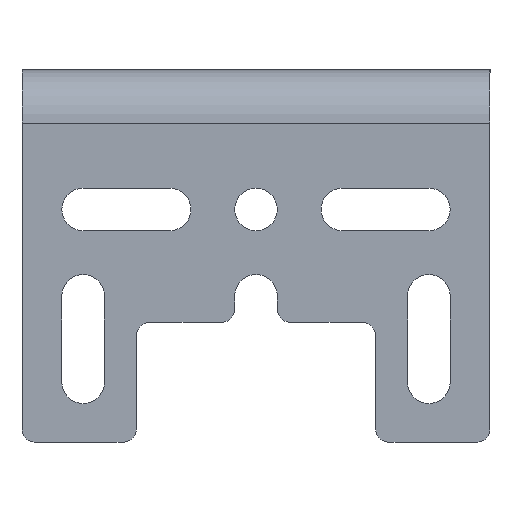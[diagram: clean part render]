
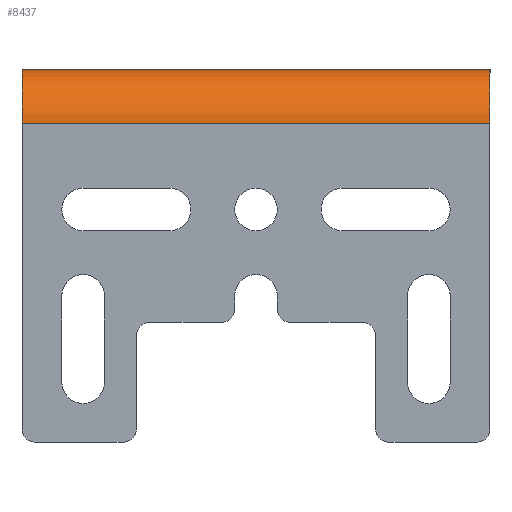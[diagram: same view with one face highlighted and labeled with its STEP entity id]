
A CAD part, front view. The second image highlights one B-rep face of the part: STEP entity #8437.
In plain terms, the highlighted cylindrical face has radius 4 mm (diameter 8 mm), a partial arc.
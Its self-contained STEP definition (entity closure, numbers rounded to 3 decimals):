
#522 = DIRECTION ( 'NONE',  ( -1., 0., 0. ) ) ;
#654 = DIRECTION ( 'NONE',  ( 1., 0., 0. ) ) ;
#683 = DIRECTION ( 'NONE',  ( 0., 0., 1. ) ) ;
#1291 = LINE ( 'NONE', #2543, #9388 ) ;
#1373 = DIRECTION ( 'NONE',  ( 0., 0., 1. ) ) ;
#1921 = VERTEX_POINT ( 'NONE', #6861 ) ;
#2183 = CARTESIAN_POINT ( 'NONE',  ( 0., -2., 22. ) ) ;
#2322 = DIRECTION ( 'NONE',  ( 0., 0., -1. ) ) ;
#2543 = CARTESIAN_POINT ( 'NONE',  ( 0., -2., 22. ) ) ;
#3117 = VECTOR ( 'NONE', #5736, 1000. ) ;
#3735 = VERTEX_POINT ( 'NONE', #8808 ) ;
#4357 = CARTESIAN_POINT ( 'NONE',  ( 35.2, 2., 26. ) ) ;
#4410 = FACE_OUTER_BOUND ( 'NONE', #6596, .T. ) ;
#4525 = CARTESIAN_POINT ( 'NONE',  ( 35.2, 2., 22. ) ) ;
#4933 = ORIENTED_EDGE ( 'NONE', *, *, #6776, .T. ) ;
#4965 = ORIENTED_EDGE ( 'NONE', *, *, #6232, .T. ) ;
#5279 = ORIENTED_EDGE ( 'NONE', *, *, #13000, .F. ) ;
#5288 = CARTESIAN_POINT ( 'NONE',  ( 0., 2., 22. ) ) ;
#5492 = CYLINDRICAL_SURFACE ( 'NONE', #11258, 4. ) ;
#5736 = DIRECTION ( 'NONE',  ( 1., 0., 0. ) ) ;
#6232 = EDGE_CURVE ( 'NONE', #3735, #11042, #8207, .T. ) ;
#6596 = EDGE_LOOP ( 'NONE', ( #4965, #6702, #5279, #4933 ) ) ;
#6702 = ORIENTED_EDGE ( 'NONE', *, *, #12297, .F. ) ;
#6776 = EDGE_CURVE ( 'NONE', #11847, #3735, #1291, .T. ) ;
#6861 = CARTESIAN_POINT ( 'NONE',  ( 0., 2., 26. ) ) ;
#7976 = AXIS2_PLACEMENT_3D ( 'NONE', #4525, #522, #1373 ) ;
#8207 = CIRCLE ( 'NONE', #7976, 4. ) ;
#8437 = ADVANCED_FACE ( 'NONE', ( #4410 ), #5492, .T. ) ;
#8466 = CIRCLE ( 'NONE', #12196, 4. ) ;
#8480 = DIRECTION ( 'NONE',  ( 1., 0., 0. ) ) ;
#8808 = CARTESIAN_POINT ( 'NONE',  ( 35.2, -2., 22. ) ) ;
#9388 = VECTOR ( 'NONE', #654, 1000. ) ;
#10395 = CARTESIAN_POINT ( 'NONE',  ( 0., 2., 22. ) ) ;
#11042 = VERTEX_POINT ( 'NONE', #4357 ) ;
#11258 = AXIS2_PLACEMENT_3D ( 'NONE', #5288, #8480, #2322 ) ;
#11442 = CARTESIAN_POINT ( 'NONE',  ( 0., 2., 26. ) ) ;
#11454 = LINE ( 'NONE', #11442, #3117 ) ;
#11847 = VERTEX_POINT ( 'NONE', #2183 ) ;
#12119 = DIRECTION ( 'NONE',  ( -1., 0., 0. ) ) ;
#12196 = AXIS2_PLACEMENT_3D ( 'NONE', #10395, #12119, #683 ) ;
#12297 = EDGE_CURVE ( 'NONE', #1921, #11042, #11454, .T. ) ;
#13000 = EDGE_CURVE ( 'NONE', #11847, #1921, #8466, .T. ) ;
